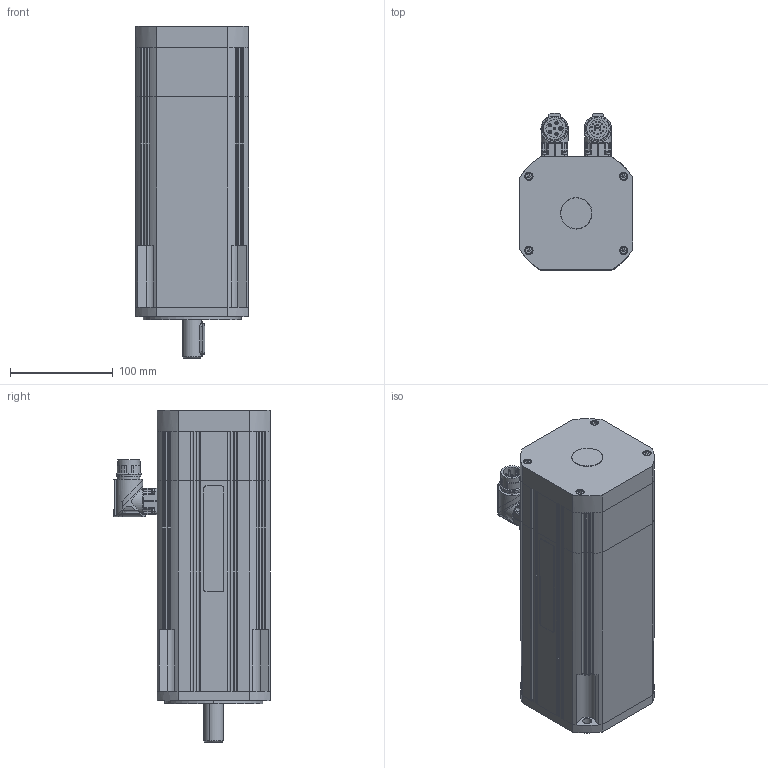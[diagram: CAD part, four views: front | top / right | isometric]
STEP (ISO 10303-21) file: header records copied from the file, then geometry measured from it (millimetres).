
FILE_DESCRIPTION((''),'2;1');
FILE_NAME('FP-1311 + Encoder Quantum QR145-07 + Fre Keb 07-18.stp','2012-06-25T10:32:48',('arodrigo'),(''),'Autodesk Inventor 9','Autodesk Inventor 9','');
FILE_SCHEMA(('AUTOMOTIVE_DESIGN { 1 0 10303 214 1 1 1 1 }'));
Length unit declared in the file: millimetre
Products named in the file (1): Pieza1
Bounding box: 110.5 x 152.15 x 322.4 mm (x, y, z)
Volume: 3218101.7 mm3; surface area: 183971.7 mm2
Topology: 1 solids, 22 shells, 1429 faces, 3677 edges, 2212 vertices
Faces by surface type: cylinder 648, plane 459, cone 140, bspline 86, torus 50, sphere 46
Entity records: 44154 total; most frequent: CARTESIAN_POINT 9482, DIRECTION 7695, ORIENTED_EDGE 7106, EDGE_CURVE 3553, AXIS2_PLACEMENT_3D 3035, VERTEX_POINT 2212, VECTOR 1625, LINE 1625
